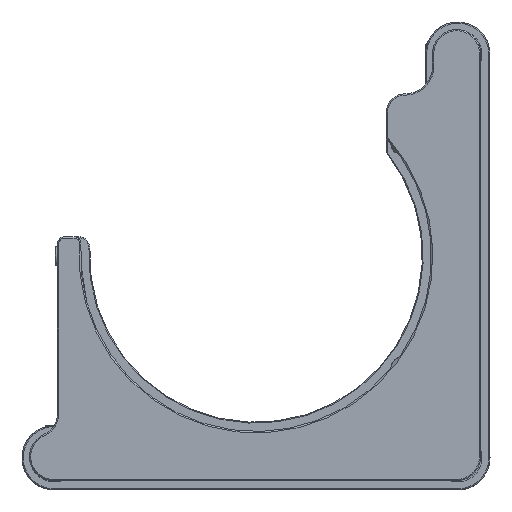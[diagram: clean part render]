
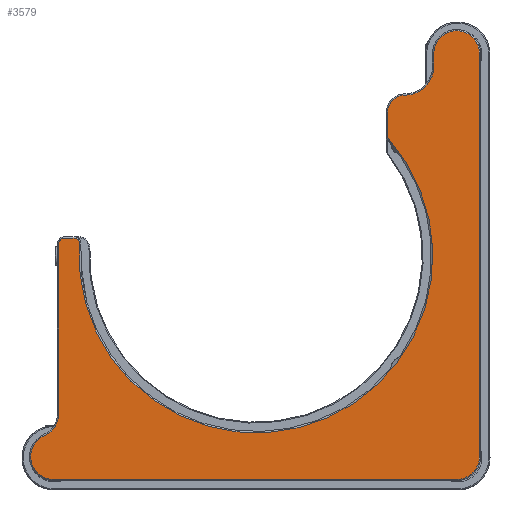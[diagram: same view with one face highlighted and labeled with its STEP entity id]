
A CAD part, left-side view. The second image highlights one B-rep face of the part: STEP entity #3579.
In plain terms, the highlighted planar face has unit normal (1, 0, 0).
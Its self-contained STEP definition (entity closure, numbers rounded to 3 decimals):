
#676 = DIRECTION ( 'NONE',  ( 0., 0., 1. ) ) ;
#1469 = CIRCLE ( 'NONE', #45575, 3.7 ) ;
#2405 = CIRCLE ( 'NONE', #51714, 1.2 ) ;
#2815 = CARTESIAN_POINT ( 'NONE',  ( -24.5, 43.95, -48.5 ) ) ;
#3052 = VERTEX_POINT ( 'NONE', #52160 ) ;
#3172 = VERTEX_POINT ( 'NONE', #40258 ) ;
#3579 = ADVANCED_FACE ( 'NONE', ( #52038 ), #36611, .F. ) ;
#3711 = VERTEX_POINT ( 'NONE', #28507 ) ;
#3807 = CARTESIAN_POINT ( 'NONE',  ( -24.5, -32.3, 31.2 ) ) ;
#6142 = VERTEX_POINT ( 'NONE', #47656 ) ;
#6706 = AXIS2_PLACEMENT_3D ( 'NONE', #18174, #35487, #38442 ) ;
#7192 = CARTESIAN_POINT ( 'NONE',  ( -24.5, -38.6, 41.2 ) ) ;
#7642 = DIRECTION ( 'NONE',  ( 1., 0., 0. ) ) ;
#8568 = AXIS2_PLACEMENT_3D ( 'NONE', #47155, #35004, #38764 ) ;
#8822 = DIRECTION ( 'NONE',  ( 1., 0., 0. ) ) ;
#9202 = DIRECTION ( 'NONE',  ( 1., 0., 0. ) ) ;
#9651 = CARTESIAN_POINT ( 'NONE',  ( -24.5, -28.897, 25.289 ) ) ;
#9821 = VERTEX_POINT ( 'NONE', #34030 ) ;
#10289 = DIRECTION ( 'NONE',  ( 1., 0., 0. ) ) ;
#10891 = DIRECTION ( 'NONE',  ( 0., 0., 1. ) ) ;
#11415 = DIRECTION ( 'NONE',  ( 0., -1., 0. ) ) ;
#11531 = DIRECTION ( 'NONE',  ( 0., 0., 1. ) ) ;
#11605 = ORIENTED_EDGE ( 'NONE', *, *, #51309, .T. ) ;
#11733 = EDGE_LOOP ( 'NONE', ( #31980, #50775, #45190, #33307, #47295, #26068, #11605, #43294, #33570, #37794, #43068, #16455, #31879, #37016, #25203, #14499 ) ) ;
#12189 = EDGE_CURVE ( 'NONE', #3711, #45772, #45167, .T. ) ;
#12351 = VERTEX_POINT ( 'NONE', #18086 ) ;
#12744 = CARTESIAN_POINT ( 'NONE',  ( -24.5, -43.55, -43.55 ) ) ;
#13499 = CIRCLE ( 'NONE', #35162, 4.95 ) ;
#14410 = LINE ( 'NONE', #19016, #22296 ) ;
#14499 = ORIENTED_EDGE ( 'NONE', *, *, #12189, .T. ) ;
#15406 = EDGE_CURVE ( 'NONE', #18830, #6142, #18522, .T. ) ;
#15510 = CARTESIAN_POINT ( 'NONE',  ( -24.5, 43.95, -43.55 ) ) ;
#15544 = DIRECTION ( 'NONE',  ( 1., 0., 0. ) ) ;
#15878 = DIRECTION ( 'NONE',  ( 0., 0., -1. ) ) ;
#16436 = CARTESIAN_POINT ( 'NONE',  ( -24.5, 54.2, 3.9 ) ) ;
#16455 = ORIENTED_EDGE ( 'NONE', *, *, #43960, .T. ) ;
#16875 = EDGE_CURVE ( 'NONE', #23013, #52523, #13499, .T. ) ;
#18086 = CARTESIAN_POINT ( 'NONE',  ( -24.5, 42.8, 2.7 ) ) ;
#18174 = CARTESIAN_POINT ( 'NONE',  ( -24.5, -29.8, 26.079 ) ) ;
#18522 = CIRCLE ( 'NONE', #53081, 38.4 ) ;
#18542 = DIRECTION ( 'NONE',  ( 0., 1., 0. ) ) ;
#18813 = AXIS2_PLACEMENT_3D ( 'NONE', #40909, #32004, #11415 ) ;
#18830 = VERTEX_POINT ( 'NONE', #9651 ) ;
#19016 = CARTESIAN_POINT ( 'NONE',  ( -24.5, 42.8, 7.2 ) ) ;
#19078 = AXIS2_PLACEMENT_3D ( 'NONE', #15510, #19839, #10891 ) ;
#19284 = DIRECTION ( 'NONE',  ( -1., 0., 0. ) ) ;
#19839 = DIRECTION ( 'NONE',  ( -1., 0., 0. ) ) ;
#19898 = AXIS2_PLACEMENT_3D ( 'NONE', #12744, #9202, #33073 ) ;
#21275 = LINE ( 'NONE', #16436, #27239 ) ;
#22296 = VECTOR ( 'NONE', #31200, 1000. ) ;
#22386 = CIRCLE ( 'NONE', #39654, 4.95 ) ;
#22504 = CARTESIAN_POINT ( 'NONE',  ( -24.5, -43.55, 43.95 ) ) ;
#22725 = VERTEX_POINT ( 'NONE', #27360 ) ;
#23013 = VERTEX_POINT ( 'NONE', #46494 ) ;
#23367 = CARTESIAN_POINT ( 'NONE',  ( -24.5, 39.508, 2.7 ) ) ;
#24009 = AXIS2_PLACEMENT_3D ( 'NONE', #23367, #19284, #28488 ) ;
#24875 = CARTESIAN_POINT ( 'NONE',  ( -24.5, -28.6, 4.2 ) ) ;
#25203 = ORIENTED_EDGE ( 'NONE', *, *, #27452, .F. ) ;
#25254 = EDGE_CURVE ( 'NONE', #30925, #3172, #48874, .T. ) ;
#25694 = CARTESIAN_POINT ( 'NONE',  ( -24.5, 45.954, -39.024 ) ) ;
#26068 = ORIENTED_EDGE ( 'NONE', *, *, #39587, .T. ) ;
#26602 = CIRCLE ( 'NONE', #24009, 1.2 ) ;
#26712 = VERTEX_POINT ( 'NONE', #44239 ) ;
#27239 = VECTOR ( 'NONE', #42104, 1000. ) ;
#27360 = CARTESIAN_POINT ( 'NONE',  ( -24.5, -32.3, 34.9 ) ) ;
#27452 = EDGE_CURVE ( 'NONE', #3711, #18830, #51655, .T. ) ;
#28266 = CARTESIAN_POINT ( 'NONE',  ( -24.5, 41.6, 2.7 ) ) ;
#28488 = DIRECTION ( 'NONE',  ( 0., 1., 0. ) ) ;
#28507 = CARTESIAN_POINT ( 'NONE',  ( -24.5, -28.6, 26.079 ) ) ;
#28727 = CARTESIAN_POINT ( 'NONE',  ( -24.5, 39.508, 3.9 ) ) ;
#28952 = CARTESIAN_POINT ( 'NONE',  ( -24.5, -48.5, 43.95 ) ) ;
#30714 = LINE ( 'NONE', #2815, #38694 ) ;
#30925 = VERTEX_POINT ( 'NONE', #7192 ) ;
#31200 = DIRECTION ( 'NONE',  ( 0., 0., 1. ) ) ;
#31879 = ORIENTED_EDGE ( 'NONE', *, *, #48791, .F. ) ;
#31975 = CIRCLE ( 'NONE', #19898, 4.95 ) ;
#31980 = ORIENTED_EDGE ( 'NONE', *, *, #48677, .T. ) ;
#32004 = DIRECTION ( 'NONE',  ( 1., 0., 0. ) ) ;
#33073 = DIRECTION ( 'NONE',  ( 0., 0., -1. ) ) ;
#33307 = ORIENTED_EDGE ( 'NONE', *, *, #40868, .T. ) ;
#33570 = ORIENTED_EDGE ( 'NONE', *, *, #39174, .F. ) ;
#34030 = CARTESIAN_POINT ( 'NONE',  ( -24.5, -43.55, -48.5 ) ) ;
#34688 = DIRECTION ( 'NONE',  ( 0., 0., -1. ) ) ;
#35004 = DIRECTION ( 'NONE',  ( 1., 0., 0. ) ) ;
#35162 = AXIS2_PLACEMENT_3D ( 'NONE', #51850, #7642, #35638 ) ;
#35487 = DIRECTION ( 'NONE',  ( -1., 0., 0. ) ) ;
#35549 = DIRECTION ( 'NONE',  ( 1., 0., 0. ) ) ;
#35638 = DIRECTION ( 'NONE',  ( 0., 0., -1. ) ) ;
#36218 = EDGE_CURVE ( 'NONE', #45110, #44253, #36454, .T. ) ;
#36383 = DIRECTION ( 'NONE',  ( 0., 1., 0. ) ) ;
#36454 = LINE ( 'NONE', #49133, #50124 ) ;
#36611 = PLANE ( 'NONE',  #19078 ) ;
#37016 = ORIENTED_EDGE ( 'NONE', *, *, #15406, .F. ) ;
#37186 = CARTESIAN_POINT ( 'NONE',  ( -24.5, -48.5, -43.55 ) ) ;
#37794 = ORIENTED_EDGE ( 'NONE', *, *, #51725, .T. ) ;
#38442 = DIRECTION ( 'NONE',  ( 0., 0., -1. ) ) ;
#38694 = VECTOR ( 'NONE', #18542, 1000. ) ;
#38764 = DIRECTION ( 'NONE',  ( 0., 0., 1. ) ) ;
#39174 = EDGE_CURVE ( 'NONE', #26712, #52523, #46640, .T. ) ;
#39587 = EDGE_CURVE ( 'NONE', #44253, #9821, #31975, .T. ) ;
#39654 = AXIS2_PLACEMENT_3D ( 'NONE', #22504, #10289, #34688 ) ;
#39776 = VECTOR ( 'NONE', #11531, 1000. ) ;
#40258 = CARTESIAN_POINT ( 'NONE',  ( -24.5, -38.6, 43.95 ) ) ;
#40353 = CARTESIAN_POINT ( 'NONE',  ( -24.5, -28.6, 31.2 ) ) ;
#40868 = EDGE_CURVE ( 'NONE', #3172, #45110, #22386, .T. ) ;
#40909 = CARTESIAN_POINT ( 'NONE',  ( -24.5, -32.3, 41.2 ) ) ;
#42104 = DIRECTION ( 'NONE',  ( 0., -1., 0. ) ) ;
#42140 = CIRCLE ( 'NONE', #18813, 6.3 ) ;
#43068 = ORIENTED_EDGE ( 'NONE', *, *, #49946, .T. ) ;
#43294 = ORIENTED_EDGE ( 'NONE', *, *, #16875, .T. ) ;
#43960 = EDGE_CURVE ( 'NONE', #3052, #50487, #21275, .T. ) ;
#44239 = CARTESIAN_POINT ( 'NONE',  ( -24.5, 42.8, -34.178 ) ) ;
#44253 = VERTEX_POINT ( 'NONE', #37186 ) ;
#44816 = CARTESIAN_POINT ( 'NONE',  ( -24.5, -38.6, 49.2 ) ) ;
#45110 = VERTEX_POINT ( 'NONE', #28952 ) ;
#45167 = LINE ( 'NONE', #24875, #47654 ) ;
#45190 = ORIENTED_EDGE ( 'NONE', *, *, #25254, .T. ) ;
#45575 = AXIS2_PLACEMENT_3D ( 'NONE', #3807, #35549, #49022 ) ;
#45772 = VERTEX_POINT ( 'NONE', #40353 ) ;
#45921 = CARTESIAN_POINT ( 'NONE',  ( -24.5, 0., 0. ) ) ;
#46494 = CARTESIAN_POINT ( 'NONE',  ( -24.5, 43.95, -48.5 ) ) ;
#46640 = CIRCLE ( 'NONE', #8568, 5.3 ) ;
#47155 = CARTESIAN_POINT ( 'NONE',  ( -24.5, 48.1, -34.178 ) ) ;
#47295 = ORIENTED_EDGE ( 'NONE', *, *, #36218, .T. ) ;
#47654 = VECTOR ( 'NONE', #49210, 1000. ) ;
#47656 = CARTESIAN_POINT ( 'NONE',  ( -24.5, 38.311, 2.618 ) ) ;
#48677 = EDGE_CURVE ( 'NONE', #45772, #22725, #1469, .T. ) ;
#48791 = EDGE_CURVE ( 'NONE', #6142, #50487, #26602, .T. ) ;
#48874 = LINE ( 'NONE', #44816, #39776 ) ;
#49022 = DIRECTION ( 'NONE',  ( 0., 0., -1. ) ) ;
#49133 = CARTESIAN_POINT ( 'NONE',  ( -24.5, -48.5, -43.55 ) ) ;
#49210 = DIRECTION ( 'NONE',  ( 0., 0., 1. ) ) ;
#49946 = EDGE_CURVE ( 'NONE', #12351, #3052, #2405, .T. ) ;
#50124 = VECTOR ( 'NONE', #15878, 1000. ) ;
#50487 = VERTEX_POINT ( 'NONE', #28727 ) ;
#50775 = ORIENTED_EDGE ( 'NONE', *, *, #51912, .F. ) ;
#51309 = EDGE_CURVE ( 'NONE', #9821, #23013, #30714, .T. ) ;
#51655 = CIRCLE ( 'NONE', #6706, 1.2 ) ;
#51714 = AXIS2_PLACEMENT_3D ( 'NONE', #28266, #15544, #36383 ) ;
#51725 = EDGE_CURVE ( 'NONE', #26712, #12351, #14410, .T. ) ;
#51850 = CARTESIAN_POINT ( 'NONE',  ( -24.5, 43.95, -43.55 ) ) ;
#51912 = EDGE_CURVE ( 'NONE', #30925, #22725, #42140, .T. ) ;
#52038 = FACE_OUTER_BOUND ( 'NONE', #11733, .T. ) ;
#52160 = CARTESIAN_POINT ( 'NONE',  ( -24.5, 41.6, 3.9 ) ) ;
#52523 = VERTEX_POINT ( 'NONE', #25694 ) ;
#53081 = AXIS2_PLACEMENT_3D ( 'NONE', #45921, #8822, #676 ) ;
